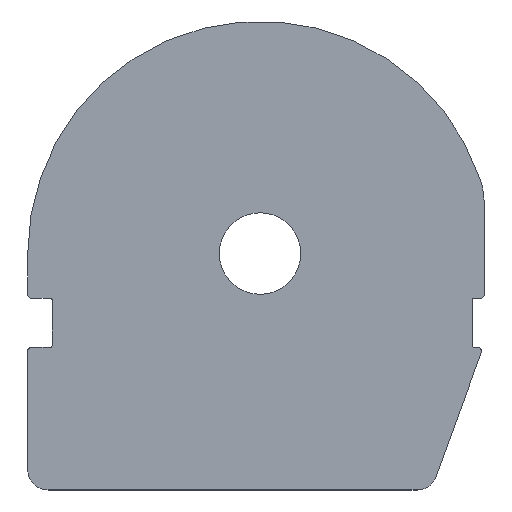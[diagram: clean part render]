
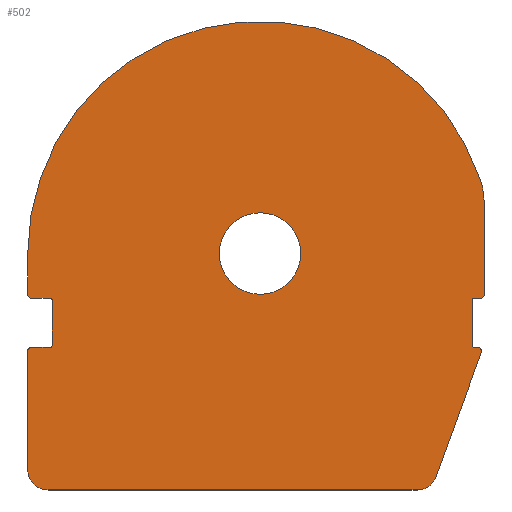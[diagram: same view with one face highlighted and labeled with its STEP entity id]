
A CAD part, top view. The second image highlights one B-rep face of the part: STEP entity #502.
In plain terms, the highlighted planar face has unit normal (0, 0, 1).
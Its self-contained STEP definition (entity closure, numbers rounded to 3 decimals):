
#16=FACE_BOUND('',#86,.T.);
#31=PLANE('',#556);
#57=FACE_OUTER_BOUND('',#85,.T.);
#85=EDGE_LOOP('',(#440,#441,#442,#443,#444,#445,#446,#447,#448,#449,#450,
#451,#452,#453,#454,#455,#456,#457,#458,#459,#460,#461,#462));
#86=EDGE_LOOP('',(#463));
#91=LINE('',#723,#136);
#104=LINE('',#775,#149);
#107=LINE('',#783,#152);
#111=LINE('',#793,#156);
#114=LINE('',#801,#159);
#117=LINE('',#810,#162);
#121=LINE('',#819,#166);
#124=LINE('',#827,#169);
#127=LINE('',#835,#172);
#129=LINE('',#841,#174);
#130=LINE('',#846,#175);
#136=VECTOR('',#571,90.499);
#149=VECTOR('',#616,32.317);
#152=VECTOR('',#625,0.811);
#156=VECTOR('',#635,22.);
#159=VECTOR('',#644,29.);
#162=VECTOR('',#653,10.);
#166=VECTOR('',#663,4.5);
#169=VECTOR('',#672,11.);
#172=VECTOR('',#681,1.5);
#174=VECTOR('',#689,11.);
#175=VECTOR('',#696,4.5);
#177=CIRCLE('',#506,5.);
#191=CIRCLE('',#523,5.);
#192=CIRCLE('',#526,1.);
#193=CIRCLE('',#529,1.);
#194=CIRCLE('',#532,1.);
#195=CIRCLE('',#535,1.);
#196=CIRCLE('',#538,0.5);
#197=CIRCLE('',#541,0.5);
#198=CIRCLE('',#544,0.5);
#199=CIRCLE('',#547,0.5);
#200=CIRCLE('',#550,10.);
#201=CIRCLE('',#553,57.);
#202=CIRCLE('',#555,20.);
#203=VERTEX_POINT('',#710);
#204=VERTEX_POINT('',#711);
#208=VERTEX_POINT('',#721);
#230=VERTEX_POINT('',#769);
#231=VERTEX_POINT('',#773);
#232=VERTEX_POINT('',#777);
#233=VERTEX_POINT('',#781);
#234=VERTEX_POINT('',#785);
#235=VERTEX_POINT('',#786);
#236=VERTEX_POINT('',#791);
#237=VERTEX_POINT('',#795);
#238=VERTEX_POINT('',#796);
#239=VERTEX_POINT('',#803);
#240=VERTEX_POINT('',#804);
#241=VERTEX_POINT('',#809);
#242=VERTEX_POINT('',#813);
#243=VERTEX_POINT('',#815);
#244=VERTEX_POINT('',#821);
#245=VERTEX_POINT('',#823);
#246=VERTEX_POINT('',#829);
#247=VERTEX_POINT('',#831);
#248=VERTEX_POINT('',#837);
#249=VERTEX_POINT('',#843);
#250=VERTEX_POINT('',#848);
#251=EDGE_CURVE('',#203,#204,#177,.T.);
#257=EDGE_CURVE('',#203,#208,#91,.T.);
#280=EDGE_CURVE('',#230,#208,#191,.T.);
#283=EDGE_CURVE('',#230,#231,#104,.T.);
#284=EDGE_CURVE('',#232,#231,#192,.T.);
#287=EDGE_CURVE('',#232,#233,#107,.T.);
#288=EDGE_CURVE('',#234,#235,#193,.T.);
#292=EDGE_CURVE('',#234,#236,#111,.T.);
#293=EDGE_CURVE('',#237,#238,#194,.T.);
#296=EDGE_CURVE('',#237,#204,#114,.T.);
#297=EDGE_CURVE('',#239,#240,#195,.T.);
#300=EDGE_CURVE('',#241,#240,#117,.T.);
#303=EDGE_CURVE('',#242,#243,#196,.T.);
#305=EDGE_CURVE('',#242,#238,#121,.T.);
#307=EDGE_CURVE('',#244,#245,#197,.T.);
#309=EDGE_CURVE('',#244,#243,#124,.T.);
#311=EDGE_CURVE('',#246,#247,#198,.T.);
#313=EDGE_CURVE('',#246,#235,#127,.T.);
#315=EDGE_CURVE('',#248,#233,#199,.T.);
#316=EDGE_CURVE('',#248,#247,#129,.T.);
#317=EDGE_CURVE('',#249,#249,#200,.T.);
#318=EDGE_CURVE('',#239,#245,#130,.T.);
#319=EDGE_CURVE('',#250,#241,#201,.T.);
#321=EDGE_CURVE('',#236,#250,#202,.T.);
#440=ORIENTED_EDGE('',*,*,#251,.F.);
#441=ORIENTED_EDGE('',*,*,#257,.T.);
#442=ORIENTED_EDGE('',*,*,#280,.F.);
#443=ORIENTED_EDGE('',*,*,#283,.T.);
#444=ORIENTED_EDGE('',*,*,#284,.F.);
#445=ORIENTED_EDGE('',*,*,#287,.T.);
#446=ORIENTED_EDGE('',*,*,#315,.F.);
#447=ORIENTED_EDGE('',*,*,#316,.T.);
#448=ORIENTED_EDGE('',*,*,#311,.F.);
#449=ORIENTED_EDGE('',*,*,#313,.T.);
#450=ORIENTED_EDGE('',*,*,#288,.F.);
#451=ORIENTED_EDGE('',*,*,#292,.T.);
#452=ORIENTED_EDGE('',*,*,#321,.T.);
#453=ORIENTED_EDGE('',*,*,#319,.T.);
#454=ORIENTED_EDGE('',*,*,#300,.T.);
#455=ORIENTED_EDGE('',*,*,#297,.F.);
#456=ORIENTED_EDGE('',*,*,#318,.T.);
#457=ORIENTED_EDGE('',*,*,#307,.F.);
#458=ORIENTED_EDGE('',*,*,#309,.T.);
#459=ORIENTED_EDGE('',*,*,#303,.F.);
#460=ORIENTED_EDGE('',*,*,#305,.T.);
#461=ORIENTED_EDGE('',*,*,#293,.F.);
#462=ORIENTED_EDGE('',*,*,#296,.T.);
#463=ORIENTED_EDGE('',*,*,#317,.T.);
#502=ADVANCED_FACE('',(#57,#16),#31,.T.);
#506=AXIS2_PLACEMENT_3D('',#712,#561,#562);
#523=AXIS2_PLACEMENT_3D('',#770,#610,#611);
#526=AXIS2_PLACEMENT_3D('',#778,#619,#620);
#529=AXIS2_PLACEMENT_3D('',#787,#628,#629);
#532=AXIS2_PLACEMENT_3D('',#797,#638,#639);
#535=AXIS2_PLACEMENT_3D('',#805,#647,#648);
#538=AXIS2_PLACEMENT_3D('',#816,#658,#659);
#541=AXIS2_PLACEMENT_3D('',#824,#667,#668);
#544=AXIS2_PLACEMENT_3D('',#832,#676,#677);
#547=AXIS2_PLACEMENT_3D('',#839,#685,#686);
#550=AXIS2_PLACEMENT_3D('',#844,#692,#693);
#553=AXIS2_PLACEMENT_3D('',#849,#699,#700);
#555=AXIS2_PLACEMENT_3D('',#852,#704,#705);
#556=AXIS2_PLACEMENT_3D('',#853,#706,#707);
#561=DIRECTION('center_axis',(0.,0.,-1.));
#562=DIRECTION('ref_axis',(-0.707,-0.707,0.));
#571=DIRECTION('',(1.,0.,0.));
#610=DIRECTION('center_axis',(0.,0.,-1.));
#611=DIRECTION('ref_axis',(0.574,-0.819,0.));
#616=DIRECTION('',(0.342,0.94,0.));
#619=DIRECTION('center_axis',(0.,0.,-1.));
#620=DIRECTION('ref_axis',(0.819,0.574,0.));
#625=DIRECTION('',(-1.,0.,0.));
#628=DIRECTION('center_axis',(0.,0.,-1.));
#629=DIRECTION('ref_axis',(0.707,-0.707,0.));
#635=DIRECTION('',(0.,1.,0.));
#638=DIRECTION('center_axis',(0.,0.,-1.));
#639=DIRECTION('ref_axis',(-0.707,0.707,0.));
#644=DIRECTION('',(0.,-1.,0.));
#647=DIRECTION('center_axis',(0.,0.,-1.));
#648=DIRECTION('ref_axis',(-0.707,-0.707,0.));
#653=DIRECTION('',(0.,-1.,0.));
#658=DIRECTION('center_axis',(0.,0.,1.));
#659=DIRECTION('ref_axis',(0.707,-0.707,0.));
#663=DIRECTION('',(-1.,0.,0.));
#667=DIRECTION('center_axis',(0.,0.,1.));
#668=DIRECTION('ref_axis',(0.707,0.707,0.));
#672=DIRECTION('',(0.,-1.,0.));
#676=DIRECTION('center_axis',(0.,0.,1.));
#677=DIRECTION('ref_axis',(-0.707,0.707,0.));
#681=DIRECTION('',(1.,0.,0.));
#685=DIRECTION('center_axis',(0.,0.,1.));
#686=DIRECTION('ref_axis',(-0.707,-0.707,0.));
#689=DIRECTION('',(0.,1.,0.));
#692=DIRECTION('center_axis',(0.,0.,-1.));
#693=DIRECTION('ref_axis',(-1.,0.,0.));
#696=DIRECTION('',(1.,0.,0.));
#699=DIRECTION('center_axis',(0.,0.,1.));
#700=DIRECTION('ref_axis',(0.946,0.324,0.));
#704=DIRECTION('center_axis',(0.,0.,1.));
#705=DIRECTION('ref_axis',(1.,0.,0.));
#706=DIRECTION('center_axis',(0.,0.,1.));
#707=DIRECTION('ref_axis',(1.,0.,0.));
#710=CARTESIAN_POINT('',(-52.,-58.,1.5));
#711=CARTESIAN_POINT('',(-57.,-53.,1.5));
#712=CARTESIAN_POINT('Origin',(-52.,-53.,1.5));
#721=CARTESIAN_POINT('',(38.499,-58.,1.5));
#723=CARTESIAN_POINT('',(-57.,-58.,1.5));
#769=CARTESIAN_POINT('',(43.197,-54.71,1.5));
#770=CARTESIAN_POINT('Origin',(38.499,-53.,1.5));
#773=CARTESIAN_POINT('',(54.251,-24.342,1.5));
#775=CARTESIAN_POINT('',(42.,-58.,1.5));
#777=CARTESIAN_POINT('',(53.311,-23.,1.5));
#778=CARTESIAN_POINT('Origin',(53.311,-24.,1.5));
#781=CARTESIAN_POINT('',(52.5,-23.,1.5));
#783=CARTESIAN_POINT('',(54.739,-23.,1.5));
#785=CARTESIAN_POINT('',(55.,-10.,1.5));
#786=CARTESIAN_POINT('',(54.,-11.,1.5));
#787=CARTESIAN_POINT('Origin',(54.,-10.,1.5));
#791=CARTESIAN_POINT('',(55.,12.,1.5));
#793=CARTESIAN_POINT('',(55.,-11.,1.5));
#795=CARTESIAN_POINT('',(-57.,-24.,1.5));
#796=CARTESIAN_POINT('',(-56.,-23.,1.5));
#797=CARTESIAN_POINT('Origin',(-56.,-24.,1.5));
#801=CARTESIAN_POINT('',(-57.,-23.,1.5));
#803=CARTESIAN_POINT('',(-56.,-11.,1.5));
#804=CARTESIAN_POINT('',(-57.,-10.,1.5));
#805=CARTESIAN_POINT('Origin',(-56.,-10.,1.5));
#809=CARTESIAN_POINT('',(-57.,0.,1.5));
#810=CARTESIAN_POINT('',(-57.,0.,1.5));
#813=CARTESIAN_POINT('',(-51.5,-23.,1.5));
#815=CARTESIAN_POINT('',(-51.,-22.5,1.5));
#816=CARTESIAN_POINT('Origin',(-51.5,-22.5,1.5));
#819=CARTESIAN_POINT('',(-51.,-23.,1.5));
#821=CARTESIAN_POINT('',(-51.,-11.5,1.5));
#823=CARTESIAN_POINT('',(-51.5,-11.,1.5));
#824=CARTESIAN_POINT('Origin',(-51.5,-11.5,1.5));
#827=CARTESIAN_POINT('',(-51.,-11.,1.5));
#829=CARTESIAN_POINT('',(52.5,-11.,1.5));
#831=CARTESIAN_POINT('',(52.,-11.5,1.5));
#832=CARTESIAN_POINT('Origin',(52.5,-11.5,1.5));
#835=CARTESIAN_POINT('',(52.,-11.,1.5));
#837=CARTESIAN_POINT('',(52.,-22.5,1.5));
#839=CARTESIAN_POINT('Origin',(52.5,-22.5,1.5));
#841=CARTESIAN_POINT('',(52.,-23.,1.5));
#843=CARTESIAN_POINT('',(10.,0.,1.5));
#844=CARTESIAN_POINT('Origin',(0.,0.,1.5));
#846=CARTESIAN_POINT('',(-57.,-11.,1.5));
#848=CARTESIAN_POINT('',(53.919,18.486,1.5));
#849=CARTESIAN_POINT('Origin',(0.,0.,1.5));
#852=CARTESIAN_POINT('Origin',(35.,12.,1.5));
#853=CARTESIAN_POINT('Origin',(-3.082,-12.382,1.5));
